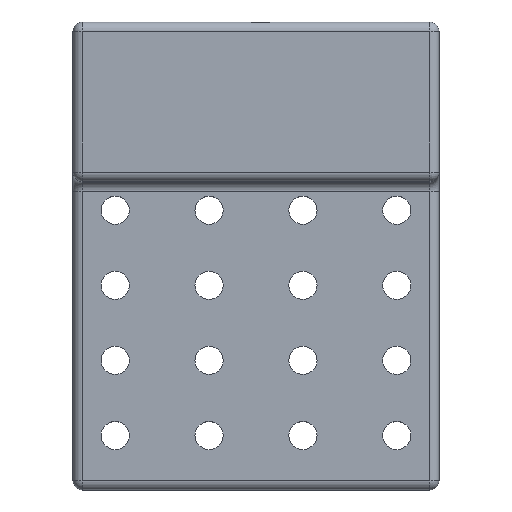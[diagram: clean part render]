
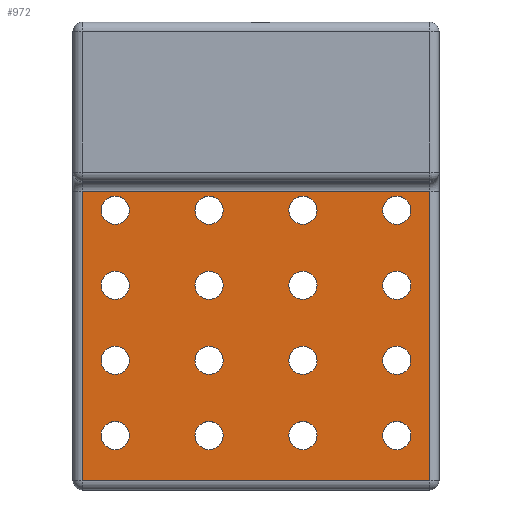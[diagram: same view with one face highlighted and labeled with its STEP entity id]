
A CAD part, top view. The second image highlights one B-rep face of the part: STEP entity #972.
In plain terms, the highlighted planar face has unit normal (0, 0, 1).
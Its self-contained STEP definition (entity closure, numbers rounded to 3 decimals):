
#23=FACE_BOUND('',#254,.T.);
#24=FACE_BOUND('',#255,.T.);
#25=FACE_BOUND('',#256,.T.);
#26=FACE_BOUND('',#257,.T.);
#27=FACE_BOUND('',#258,.T.);
#28=FACE_BOUND('',#259,.T.);
#29=FACE_BOUND('',#260,.T.);
#30=FACE_BOUND('',#261,.T.);
#31=FACE_BOUND('',#262,.T.);
#32=FACE_BOUND('',#263,.T.);
#33=FACE_BOUND('',#264,.T.);
#34=FACE_BOUND('',#265,.T.);
#35=FACE_BOUND('',#266,.T.);
#36=FACE_BOUND('',#267,.T.);
#37=FACE_BOUND('',#268,.T.);
#38=FACE_BOUND('',#269,.T.);
#130=CIRCLE('',#1078,1.5);
#131=CIRCLE('',#1079,1.5);
#132=CIRCLE('',#1080,1.5);
#133=CIRCLE('',#1081,1.5);
#134=CIRCLE('',#1082,1.5);
#135=CIRCLE('',#1083,1.5);
#136=CIRCLE('',#1084,1.5);
#137=CIRCLE('',#1085,1.5);
#138=CIRCLE('',#1086,1.5);
#139=CIRCLE('',#1087,1.5);
#140=CIRCLE('',#1088,1.5);
#141=CIRCLE('',#1089,1.5);
#142=CIRCLE('',#1090,1.5);
#143=CIRCLE('',#1091,1.5);
#144=CIRCLE('',#1092,1.5);
#145=CIRCLE('',#1093,1.5);
#197=FACE_OUTER_BOUND('',#253,.T.);
#253=EDGE_LOOP('',(#772,#773,#774,#775));
#254=EDGE_LOOP('',(#776));
#255=EDGE_LOOP('',(#777));
#256=EDGE_LOOP('',(#778));
#257=EDGE_LOOP('',(#779));
#258=EDGE_LOOP('',(#780));
#259=EDGE_LOOP('',(#781));
#260=EDGE_LOOP('',(#782));
#261=EDGE_LOOP('',(#783));
#262=EDGE_LOOP('',(#784));
#263=EDGE_LOOP('',(#785));
#264=EDGE_LOOP('',(#786));
#265=EDGE_LOOP('',(#787));
#266=EDGE_LOOP('',(#788));
#267=EDGE_LOOP('',(#789));
#268=EDGE_LOOP('',(#790));
#269=EDGE_LOOP('',(#791));
#331=LINE('',#1551,#394);
#336=LINE('',#1567,#399);
#338=LINE('',#1573,#401);
#349=LINE('',#1592,#412);
#394=VECTOR('',#1229,10.);
#399=VECTOR('',#1248,10.);
#401=VECTOR('',#1254,10.);
#412=VECTOR('',#1279,10.);
#470=VERTEX_POINT('',#1537);
#474=VERTEX_POINT('',#1549);
#478=VERTEX_POINT('',#1559);
#479=VERTEX_POINT('',#1569);
#487=VERTEX_POINT('',#1615);
#488=VERTEX_POINT('',#1617);
#489=VERTEX_POINT('',#1619);
#490=VERTEX_POINT('',#1621);
#491=VERTEX_POINT('',#1623);
#492=VERTEX_POINT('',#1625);
#493=VERTEX_POINT('',#1627);
#494=VERTEX_POINT('',#1629);
#495=VERTEX_POINT('',#1631);
#496=VERTEX_POINT('',#1633);
#497=VERTEX_POINT('',#1635);
#498=VERTEX_POINT('',#1637);
#499=VERTEX_POINT('',#1639);
#500=VERTEX_POINT('',#1641);
#501=VERTEX_POINT('',#1643);
#502=VERTEX_POINT('',#1645);
#563=EDGE_CURVE('',#474,#470,#331,.T.);
#572=EDGE_CURVE('',#470,#478,#336,.T.);
#575=EDGE_CURVE('',#478,#479,#338,.T.);
#587=EDGE_CURVE('',#479,#474,#349,.T.);
#599=EDGE_CURVE('',#487,#487,#130,.T.);
#600=EDGE_CURVE('',#488,#488,#131,.T.);
#601=EDGE_CURVE('',#489,#489,#132,.T.);
#602=EDGE_CURVE('',#490,#490,#133,.T.);
#603=EDGE_CURVE('',#491,#491,#134,.T.);
#604=EDGE_CURVE('',#492,#492,#135,.T.);
#605=EDGE_CURVE('',#493,#493,#136,.T.);
#606=EDGE_CURVE('',#494,#494,#137,.T.);
#607=EDGE_CURVE('',#495,#495,#138,.T.);
#608=EDGE_CURVE('',#496,#496,#139,.T.);
#609=EDGE_CURVE('',#497,#497,#140,.T.);
#610=EDGE_CURVE('',#498,#498,#141,.T.);
#611=EDGE_CURVE('',#499,#499,#142,.T.);
#612=EDGE_CURVE('',#500,#500,#143,.T.);
#613=EDGE_CURVE('',#501,#501,#144,.T.);
#614=EDGE_CURVE('',#502,#502,#145,.T.);
#772=ORIENTED_EDGE('',*,*,#563,.F.);
#773=ORIENTED_EDGE('',*,*,#587,.F.);
#774=ORIENTED_EDGE('',*,*,#575,.F.);
#775=ORIENTED_EDGE('',*,*,#572,.F.);
#776=ORIENTED_EDGE('',*,*,#599,.F.);
#777=ORIENTED_EDGE('',*,*,#600,.F.);
#778=ORIENTED_EDGE('',*,*,#601,.F.);
#779=ORIENTED_EDGE('',*,*,#602,.F.);
#780=ORIENTED_EDGE('',*,*,#603,.F.);
#781=ORIENTED_EDGE('',*,*,#604,.F.);
#782=ORIENTED_EDGE('',*,*,#605,.F.);
#783=ORIENTED_EDGE('',*,*,#606,.F.);
#784=ORIENTED_EDGE('',*,*,#607,.F.);
#785=ORIENTED_EDGE('',*,*,#608,.F.);
#786=ORIENTED_EDGE('',*,*,#609,.F.);
#787=ORIENTED_EDGE('',*,*,#610,.F.);
#788=ORIENTED_EDGE('',*,*,#611,.F.);
#789=ORIENTED_EDGE('',*,*,#612,.F.);
#790=ORIENTED_EDGE('',*,*,#613,.F.);
#791=ORIENTED_EDGE('',*,*,#614,.F.);
#936=PLANE('',#1077);
#972=ADVANCED_FACE('',(#197,#23,#24,#25,#26,#27,#28,#29,#30,#31,#32,#33,
#34,#35,#36,#37,#38),#936,.T.);
#1077=AXIS2_PLACEMENT_3D('',#1614,#1305,#1306);
#1078=AXIS2_PLACEMENT_3D('',#1616,#1307,#1308);
#1079=AXIS2_PLACEMENT_3D('',#1618,#1309,#1310);
#1080=AXIS2_PLACEMENT_3D('',#1620,#1311,#1312);
#1081=AXIS2_PLACEMENT_3D('',#1622,#1313,#1314);
#1082=AXIS2_PLACEMENT_3D('',#1624,#1315,#1316);
#1083=AXIS2_PLACEMENT_3D('',#1626,#1317,#1318);
#1084=AXIS2_PLACEMENT_3D('',#1628,#1319,#1320);
#1085=AXIS2_PLACEMENT_3D('',#1630,#1321,#1322);
#1086=AXIS2_PLACEMENT_3D('',#1632,#1323,#1324);
#1087=AXIS2_PLACEMENT_3D('',#1634,#1325,#1326);
#1088=AXIS2_PLACEMENT_3D('',#1636,#1327,#1328);
#1089=AXIS2_PLACEMENT_3D('',#1638,#1329,#1330);
#1090=AXIS2_PLACEMENT_3D('',#1640,#1331,#1332);
#1091=AXIS2_PLACEMENT_3D('',#1642,#1333,#1334);
#1092=AXIS2_PLACEMENT_3D('',#1644,#1335,#1336);
#1093=AXIS2_PLACEMENT_3D('',#1646,#1337,#1338);
#1229=DIRECTION('',(0.,1.,0.));
#1248=DIRECTION('',(1.,0.,0.));
#1254=DIRECTION('',(0.,-1.,0.));
#1279=DIRECTION('',(-1.,0.,0.));
#1305=DIRECTION('center_axis',(0.,0.,
1.));
#1306=DIRECTION('ref_axis',(-1.,0.,0.));
#1307=DIRECTION('center_axis',(0.,0.,
1.));
#1308=DIRECTION('ref_axis',(-1.,0.,0.));
#1309=DIRECTION('center_axis',(0.,0.,
1.));
#1310=DIRECTION('ref_axis',(-1.,0.,0.));
#1311=DIRECTION('center_axis',(0.,0.,
1.));
#1312=DIRECTION('ref_axis',(-1.,0.,0.));
#1313=DIRECTION('center_axis',(0.,0.,
1.));
#1314=DIRECTION('ref_axis',(-1.,0.,0.));
#1315=DIRECTION('center_axis',(0.,0.,
1.));
#1316=DIRECTION('ref_axis',(-1.,0.,0.));
#1317=DIRECTION('center_axis',(0.,0.,
1.));
#1318=DIRECTION('ref_axis',(-1.,0.,0.));
#1319=DIRECTION('center_axis',(0.,0.,
1.));
#1320=DIRECTION('ref_axis',(-1.,0.,0.));
#1321=DIRECTION('center_axis',(0.,0.,
1.));
#1322=DIRECTION('ref_axis',(-1.,0.,0.));
#1323=DIRECTION('center_axis',(0.,0.,
1.));
#1324=DIRECTION('ref_axis',(-1.,0.,0.));
#1325=DIRECTION('center_axis',(0.,0.,
1.));
#1326=DIRECTION('ref_axis',(-1.,0.,0.));
#1327=DIRECTION('center_axis',(0.,0.,
1.));
#1328=DIRECTION('ref_axis',(-1.,0.,0.));
#1329=DIRECTION('center_axis',(0.,0.,
1.));
#1330=DIRECTION('ref_axis',(-1.,0.,0.));
#1331=DIRECTION('center_axis',(0.,0.,
1.));
#1332=DIRECTION('ref_axis',(-1.,0.,0.));
#1333=DIRECTION('center_axis',(0.,0.,
1.));
#1334=DIRECTION('ref_axis',(-1.,0.,0.));
#1335=DIRECTION('center_axis',(0.,0.,
1.));
#1336=DIRECTION('ref_axis',(-1.,0.,0.));
#1337=DIRECTION('center_axis',(0.,0.,
1.));
#1338=DIRECTION('ref_axis',(-1.,0.,0.));
#1537=CARTESIAN_POINT('',(-19.,-64.132,4.378));
#1549=CARTESIAN_POINT('',(-19.,-94.932,4.378));
#1551=CARTESIAN_POINT('',(-19.,-69.882,4.378));
#1559=CARTESIAN_POINT('',(18.,-64.132,4.378));
#1567=CARTESIAN_POINT('',(-10.25,-64.132,4.378));
#1569=CARTESIAN_POINT('',(18.,-94.932,4.378));
#1573=CARTESIAN_POINT('',(18.,-72.382,4.378));
#1592=CARTESIAN_POINT('',(-10.25,-94.932,4.378));
#1614=CARTESIAN_POINT('Origin',(-0.5,-81.632,4.378));
#1615=CARTESIAN_POINT('',(-4.,-82.132,4.378));
#1616=CARTESIAN_POINT('Origin',(-5.5,-82.132,4.378));
#1617=CARTESIAN_POINT('',(-14.,-66.132,4.378));
#1618=CARTESIAN_POINT('Origin',(-15.5,-66.132,4.378));
#1619=CARTESIAN_POINT('',(-4.,-66.132,4.378));
#1620=CARTESIAN_POINT('Origin',(-5.5,-66.132,4.378));
#1621=CARTESIAN_POINT('',(-14.,-82.132,4.378));
#1622=CARTESIAN_POINT('Origin',(-15.5,-82.132,4.378));
#1623=CARTESIAN_POINT('',(6.,-74.132,4.378));
#1624=CARTESIAN_POINT('Origin',(4.5,-74.132,4.378));
#1625=CARTESIAN_POINT('',(16.,-74.132,4.378));
#1626=CARTESIAN_POINT('Origin',(14.5,-74.132,4.378));
#1627=CARTESIAN_POINT('',(-4.,-90.132,4.378));
#1628=CARTESIAN_POINT('Origin',(-5.5,-90.132,4.378));
#1629=CARTESIAN_POINT('',(6.,-90.132,4.378));
#1630=CARTESIAN_POINT('Origin',(4.5,-90.132,4.378));
#1631=CARTESIAN_POINT('',(16.,-82.132,4.378));
#1632=CARTESIAN_POINT('Origin',(14.5,-82.132,4.378));
#1633=CARTESIAN_POINT('',(6.,-82.132,4.378));
#1634=CARTESIAN_POINT('Origin',(4.5,-82.132,4.378));
#1635=CARTESIAN_POINT('',(16.,-66.132,4.378));
#1636=CARTESIAN_POINT('Origin',(14.5,-66.132,4.378));
#1637=CARTESIAN_POINT('',(-4.,-74.132,4.378));
#1638=CARTESIAN_POINT('Origin',(-5.5,-74.132,4.378));
#1639=CARTESIAN_POINT('',(-14.,-90.132,4.378));
#1640=CARTESIAN_POINT('Origin',(-15.5,-90.132,4.378));
#1641=CARTESIAN_POINT('',(-14.,-74.132,4.378));
#1642=CARTESIAN_POINT('Origin',(-15.5,-74.132,4.378));
#1643=CARTESIAN_POINT('',(16.,-90.132,4.378));
#1644=CARTESIAN_POINT('Origin',(14.5,-90.132,4.378));
#1645=CARTESIAN_POINT('',(6.,-66.132,4.378));
#1646=CARTESIAN_POINT('Origin',(4.5,-66.132,4.378));
